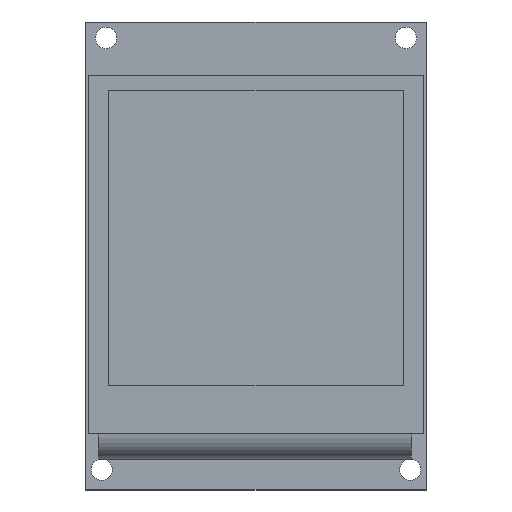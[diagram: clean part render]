
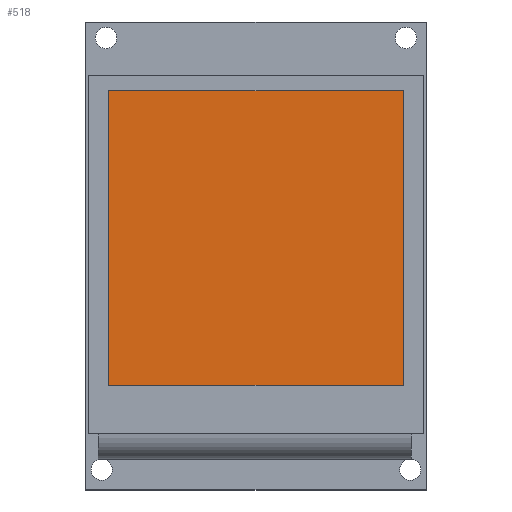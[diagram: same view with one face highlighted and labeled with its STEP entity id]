
A CAD part, top view. The second image highlights one B-rep face of the part: STEP entity #518.
In plain terms, the highlighted planar face has unit normal (0, 0, 1).
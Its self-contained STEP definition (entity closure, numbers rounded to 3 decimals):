
#40=PLANE('',#572);
#67=FACE_OUTER_BOUND('',#105,.T.);
#105=EDGE_LOOP('',(#423,#424,#425,#426));
#140=LINE('',#791,#195);
#143=LINE('',#797,#198);
#146=LINE('',#803,#201);
#149=LINE('',#807,#204);
#195=VECTOR('',#650,10.);
#198=VECTOR('',#655,10.);
#201=VECTOR('',#660,10.);
#204=VECTOR('',#665,10.);
#262=VERTEX_POINT('',#788);
#263=VERTEX_POINT('',#790);
#265=VERTEX_POINT('',#796);
#267=VERTEX_POINT('',#802);
#316=EDGE_CURVE('',#263,#262,#140,.T.);
#319=EDGE_CURVE('',#265,#263,#143,.T.);
#322=EDGE_CURVE('',#267,#265,#146,.T.);
#325=EDGE_CURVE('',#262,#267,#149,.T.);
#423=ORIENTED_EDGE('',*,*,#325,.T.);
#424=ORIENTED_EDGE('',*,*,#322,.T.);
#425=ORIENTED_EDGE('',*,*,#319,.T.);
#426=ORIENTED_EDGE('',*,*,#316,.T.);
#518=ADVANCED_FACE('',(#67),#40,.T.);
#572=AXIS2_PLACEMENT_3D('',#808,#666,#667);
#650=DIRECTION('',(-1.,0.,0.));
#655=DIRECTION('',(0.,1.,0.));
#660=DIRECTION('',(1.,0.,0.));
#665=DIRECTION('',(0.,-1.,0.));
#666=DIRECTION('center_axis',(0.,0.,1.));
#667=DIRECTION('ref_axis',(1.,0.,0.));
#788=CARTESIAN_POINT('',(2.14,37.55,5.2));
#790=CARTESIAN_POINT('',(29.86,37.55,5.2));
#791=CARTESIAN_POINT('',(22.93,37.55,5.2));
#796=CARTESIAN_POINT('',(29.86,9.83,5.2));
#797=CARTESIAN_POINT('',(29.86,16.76,5.2));
#802=CARTESIAN_POINT('',(2.14,9.83,5.2));
#803=CARTESIAN_POINT('',(9.07,9.83,5.2));
#807=CARTESIAN_POINT('',(2.14,30.62,5.2));
#808=CARTESIAN_POINT('Origin',(16.,23.69,5.2));
